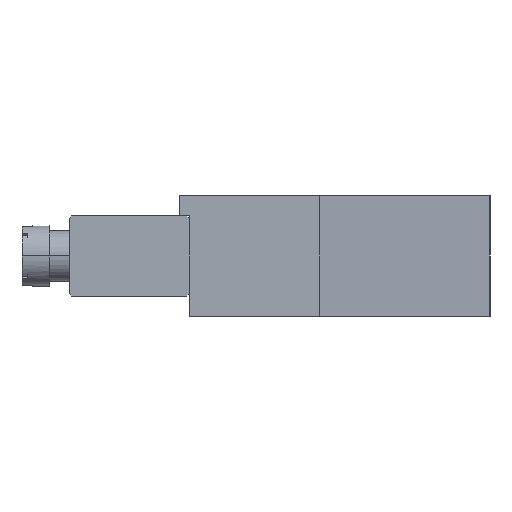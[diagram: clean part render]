
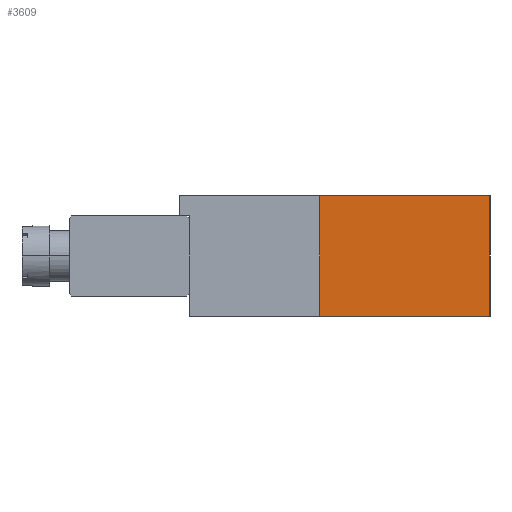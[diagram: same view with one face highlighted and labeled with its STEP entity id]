
A CAD part, left-side view. The second image highlights one B-rep face of the part: STEP entity #3609.
In plain terms, the highlighted planar face has unit normal (-0.62, -0.784, 0).
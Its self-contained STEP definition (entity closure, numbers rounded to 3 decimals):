
#1111 = EDGE_CURVE ( 'NONE', #4888, #1497, #17163, .T. ) ;
#1497 = VERTEX_POINT ( 'NONE', #12750 ) ;
#2579 = LINE ( 'NONE', #20814, #23424 ) ;
#3198 = LINE ( 'NONE', #8182, #8576 ) ;
#3609 = ADVANCED_FACE ( 'NONE', ( #12429 ), #7665, .T. ) ;
#4888 = VERTEX_POINT ( 'NONE', #13055 ) ;
#5750 = DIRECTION ( 'NONE',  ( -0.62, -0.784, 0. ) ) ;
#6472 = VECTOR ( 'NONE', #21444, 1000. ) ;
#7520 = ORIENTED_EDGE ( 'NONE', *, *, #19176, .F. ) ;
#7665 = PLANE ( 'NONE',  #13631 ) ;
#8163 = ORIENTED_EDGE ( 'NONE', *, *, #1111, .T. ) ;
#8182 = CARTESIAN_POINT ( 'NONE',  ( -21.5, -30., 0. ) ) ;
#8538 = EDGE_LOOP ( 'NONE', ( #7520, #12910, #23646, #8163 ) ) ;
#8576 = VECTOR ( 'NONE', #20240, 1000. ) ;
#11059 = EDGE_CURVE ( 'NONE', #20373, #4888, #21748, .T. ) ;
#12429 = FACE_OUTER_BOUND ( 'NONE', #8538, .T. ) ;
#12750 = CARTESIAN_POINT ( 'NONE',  ( -21.5, -30., 0. ) ) ;
#12910 = ORIENTED_EDGE ( 'NONE', *, *, #24671, .F. ) ;
#13055 = CARTESIAN_POINT ( 'NONE',  ( -21.5, -30., -12. ) ) ;
#13631 = AXIS2_PLACEMENT_3D ( 'NONE', #17791, #5750, #19838 ) ;
#15407 = CARTESIAN_POINT ( 'NONE',  ( -21.5, -30., -12. ) ) ;
#16365 = VECTOR ( 'NONE', #25598, 1000. ) ;
#17163 = LINE ( 'NONE', #15407, #6472 ) ;
#17240 = VERTEX_POINT ( 'NONE', #17944 ) ;
#17791 = CARTESIAN_POINT ( 'NONE',  ( -21.5, -30., -12. ) ) ;
#17944 = CARTESIAN_POINT ( 'NONE',  ( -43., -13., 0. ) ) ;
#19176 = EDGE_CURVE ( 'NONE', #17240, #1497, #3198, .T. ) ;
#19505 = CARTESIAN_POINT ( 'NONE',  ( -21.5, -30., -12. ) ) ;
#19838 = DIRECTION ( 'NONE',  ( 0.784, -0.62, 0. ) ) ;
#20240 = DIRECTION ( 'NONE',  ( 0.784, -0.62, 0. ) ) ;
#20373 = VERTEX_POINT ( 'NONE', #20976 ) ;
#20814 = CARTESIAN_POINT ( 'NONE',  ( -43., -13., -12. ) ) ;
#20976 = CARTESIAN_POINT ( 'NONE',  ( -43., -13., -12. ) ) ;
#21444 = DIRECTION ( 'NONE',  ( 0., 0., 1. ) ) ;
#21748 = LINE ( 'NONE', #19505, #16365 ) ;
#22876 = DIRECTION ( 'NONE',  ( 0., 0., 1. ) ) ;
#23424 = VECTOR ( 'NONE', #22876, 1000. ) ;
#23646 = ORIENTED_EDGE ( 'NONE', *, *, #11059, .T. ) ;
#24671 = EDGE_CURVE ( 'NONE', #20373, #17240, #2579, .T. ) ;
#25598 = DIRECTION ( 'NONE',  ( 0.784, -0.62, 0. ) ) ;
